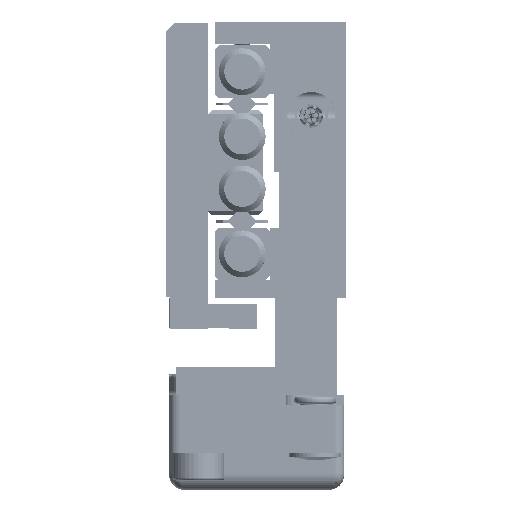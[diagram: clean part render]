
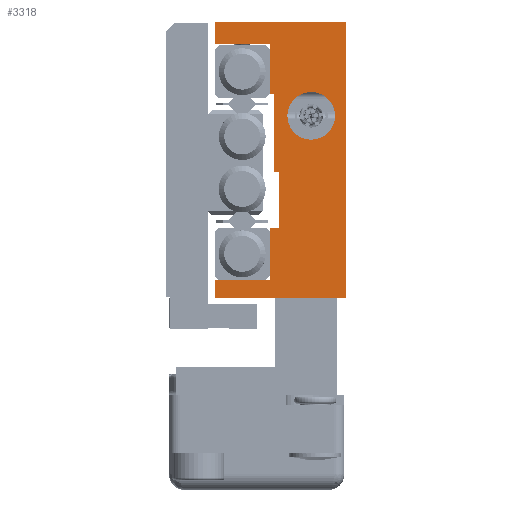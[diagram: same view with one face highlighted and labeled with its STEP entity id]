
A CAD part, left-side view. The second image highlights one B-rep face of the part: STEP entity #3318.
In plain terms, the highlighted planar face has unit normal (-1, 0, 0).
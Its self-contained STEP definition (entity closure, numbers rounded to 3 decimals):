
#11 = DIRECTION ( 'NONE',  ( -1., 0., 0. ) ) ;
#270 = VERTEX_POINT ( 'NONE', #4896 ) ;
#417 = LINE ( 'NONE', #61770, #36430 ) ;
#769 = ORIENTED_EDGE ( 'NONE', *, *, #70318, .T. ) ;
#2085 = ORIENTED_EDGE ( 'NONE', *, *, #21161, .T. ) ;
#2129 = ORIENTED_EDGE ( 'NONE', *, *, #70206, .F. ) ;
#2301 = DIRECTION ( 'NONE',  ( 0., 0., -1. ) ) ;
#2564 = VERTEX_POINT ( 'NONE', #37791 ) ;
#2770 = VECTOR ( 'NONE', #40784, 1000. ) ;
#2851 = VERTEX_POINT ( 'NONE', #25912 ) ;
#3304 = CARTESIAN_POINT ( 'NONE',  ( -40., 9.5, 8.4 ) ) ;
#3318 = ADVANCED_FACE ( 'NONE', ( #24193, #48767 ), #54918, .F. ) ;
#4268 = CARTESIAN_POINT ( 'NONE',  ( -40., 5.5, -8.7 ) ) ;
#4539 = AXIS2_PLACEMENT_3D ( 'NONE', #56522, #25006, #62257 ) ;
#4709 = VECTOR ( 'NONE', #21912, 1000. ) ;
#4896 = CARTESIAN_POINT ( 'NONE',  ( -40., 4.8, -0.9 ) ) ;
#5483 = DIRECTION ( 'NONE',  ( 0., -1., 0. ) ) ;
#5845 = VERTEX_POINT ( 'NONE', #41682 ) ;
#6944 = DIRECTION ( 'NONE',  ( 0., 0., 1. ) ) ;
#7754 = CARTESIAN_POINT ( 'NONE',  ( -40., 5.5, 4.8 ) ) ;
#9648 = DIRECTION ( 'NONE',  ( 0., -1., 0. ) ) ;
#10242 = CARTESIAN_POINT ( 'NONE',  ( -40., 5.5, -8.7 ) ) ;
#10274 = EDGE_CURVE ( 'NONE', #68557, #48533, #28938, .T. ) ;
#10324 = ORIENTED_EDGE ( 'NONE', *, *, #78088, .F. ) ;
#10347 = CARTESIAN_POINT ( 'NONE',  ( -40., 9.5, 10. ) ) ;
#11406 = ORIENTED_EDGE ( 'NONE', *, *, #31755, .F. ) ;
#11557 = VECTOR ( 'NONE', #5483, 1000. ) ;
#12070 = CARTESIAN_POINT ( 'NONE',  ( -40., 0., -10. ) ) ;
#12807 = ORIENTED_EDGE ( 'NONE', *, *, #28546, .F. ) ;
#13031 = CARTESIAN_POINT ( 'NONE',  ( -40., 5.5, -10. ) ) ;
#13408 = EDGE_LOOP ( 'NONE', ( #12807, #52354 ) ) ;
#13572 = VECTOR ( 'NONE', #54163, 1000. ) ;
#13941 = AXIS2_PLACEMENT_3D ( 'NONE', #79510, #61457, #31972 ) ;
#14917 = VECTOR ( 'NONE', #79561, 1000. ) ;
#16647 = DIRECTION ( 'NONE',  ( 0., 0., 1. ) ) ;
#17709 = LINE ( 'NONE', #4268, #13572 ) ;
#18628 = VERTEX_POINT ( 'NONE', #36581 ) ;
#19152 = DIRECTION ( 'NONE',  ( 0., 0., 1. ) ) ;
#19896 = LINE ( 'NONE', #44873, #53258 ) ;
#20001 = DIRECTION ( 'NONE',  ( 0., 0., 1. ) ) ;
#21161 = EDGE_CURVE ( 'NONE', #33948, #68557, #37588, .T. ) ;
#21180 = DIRECTION ( 'NONE',  ( 0., -1., 0. ) ) ;
#21837 = LINE ( 'NONE', #32938, #58517 ) ;
#21912 = DIRECTION ( 'NONE',  ( 0., 0., -1. ) ) ;
#22393 = CARTESIAN_POINT ( 'NONE',  ( -40., 2.5, 4.927 ) ) ;
#23111 = ORIENTED_EDGE ( 'NONE', *, *, #30828, .T. ) ;
#24193 = FACE_OUTER_BOUND ( 'NONE', #67002, .T. ) ;
#24222 = CARTESIAN_POINT ( 'NONE',  ( -40., 0., 10. ) ) ;
#25006 = DIRECTION ( 'NONE',  ( 1., 0., 0. ) ) ;
#25912 = CARTESIAN_POINT ( 'NONE',  ( -40., 5.5, -4.9 ) ) ;
#26095 = VERTEX_POINT ( 'NONE', #7754 ) ;
#27256 = CARTESIAN_POINT ( 'NONE',  ( -40., 5.5, -4.9 ) ) ;
#28456 = LINE ( 'NONE', #58363, #4709 ) ;
#28546 = EDGE_CURVE ( 'NONE', #62126, #45332, #64555, .T. ) ;
#28790 = VECTOR ( 'NONE', #57632, 1000. ) ;
#28938 = LINE ( 'NONE', #72364, #62904 ) ;
#29245 = AXIS2_PLACEMENT_3D ( 'NONE', #44178, #11, #20001 ) ;
#29484 = ORIENTED_EDGE ( 'NONE', *, *, #78389, .F. ) ;
#29914 = VECTOR ( 'NONE', #9648, 1000. ) ;
#30828 = EDGE_CURVE ( 'NONE', #270, #2564, #19896, .T. ) ;
#31755 = EDGE_CURVE ( 'NONE', #26095, #48533, #417, .T. ) ;
#31972 = DIRECTION ( 'NONE',  ( 0., 0., 1. ) ) ;
#32851 = VECTOR ( 'NONE', #66956, 1000. ) ;
#32938 = CARTESIAN_POINT ( 'NONE',  ( -40., 5.5, 4.8 ) ) ;
#33421 = LINE ( 'NONE', #27256, #2770 ) ;
#33948 = VERTEX_POINT ( 'NONE', #10347 ) ;
#34262 = LINE ( 'NONE', #59220, #38583 ) ;
#34623 = VERTEX_POINT ( 'NONE', #10242 ) ;
#36430 = VECTOR ( 'NONE', #6944, 1000. ) ;
#36529 = ORIENTED_EDGE ( 'NONE', *, *, #63733, .T. ) ;
#36545 = CARTESIAN_POINT ( 'NONE',  ( -40., 5.5, -10. ) ) ;
#36581 = CARTESIAN_POINT ( 'NONE',  ( -40., 5.2, -0.9 ) ) ;
#37451 = EDGE_CURVE ( 'NONE', #34623, #2851, #50263, .T. ) ;
#37588 = LINE ( 'NONE', #38417, #28790 ) ;
#37791 = CARTESIAN_POINT ( 'NONE',  ( -40., 4.8, -4.9 ) ) ;
#38417 = CARTESIAN_POINT ( 'NONE',  ( -40., 9.5, 10. ) ) ;
#38583 = VECTOR ( 'NONE', #16647, 1000. ) ;
#38671 = VECTOR ( 'NONE', #19152, 1000. ) ;
#38705 = EDGE_CURVE ( 'NONE', #45332, #62126, #49220, .T. ) ;
#40102 = ORIENTED_EDGE ( 'NONE', *, *, #50336, .T. ) ;
#40784 = DIRECTION ( 'NONE',  ( 0., -1., 0. ) ) ;
#41330 = CARTESIAN_POINT ( 'NONE',  ( -40., 2.5, 1.473 ) ) ;
#41682 = CARTESIAN_POINT ( 'NONE',  ( -40., 9.5, -8.7 ) ) ;
#44178 = CARTESIAN_POINT ( 'NONE',  ( -40., 2.5, 3.2 ) ) ;
#44873 = CARTESIAN_POINT ( 'NONE',  ( -40., 4.8, -10. ) ) ;
#45332 = VERTEX_POINT ( 'NONE', #41330 ) ;
#46107 = CARTESIAN_POINT ( 'NONE',  ( -40., 0., -10. ) ) ;
#46119 = EDGE_CURVE ( 'NONE', #18628, #65070, #34262, .T. ) ;
#48023 = LINE ( 'NONE', #36545, #14917 ) ;
#48115 = LINE ( 'NONE', #12070, #32851 ) ;
#48533 = VERTEX_POINT ( 'NONE', #73434 ) ;
#48767 = FACE_BOUND ( 'NONE', #13408, .T. ) ;
#49220 = CIRCLE ( 'NONE', #13941, 1.727 ) ;
#49477 = EDGE_CURVE ( 'NONE', #34623, #5845, #17709, .T. ) ;
#49485 = EDGE_CURVE ( 'NONE', #60950, #57007, #48023, .T. ) ;
#50058 = CARTESIAN_POINT ( 'NONE',  ( -40., 9.5, -10. ) ) ;
#50263 = LINE ( 'NONE', #13031, #38671 ) ;
#50336 = EDGE_CURVE ( 'NONE', #5845, #60950, #28456, .T. ) ;
#50900 = ORIENTED_EDGE ( 'NONE', *, *, #37451, .F. ) ;
#52354 = ORIENTED_EDGE ( 'NONE', *, *, #38705, .F. ) ;
#53258 = VECTOR ( 'NONE', #2301, 1000. ) ;
#54163 = DIRECTION ( 'NONE',  ( 0., 1., 0. ) ) ;
#54918 = PLANE ( 'NONE',  #4539 ) ;
#56522 = CARTESIAN_POINT ( 'NONE',  ( -40., 5.5, -10. ) ) ;
#57007 = VERTEX_POINT ( 'NONE', #46107 ) ;
#57632 = DIRECTION ( 'NONE',  ( 0., 0., -1. ) ) ;
#58202 = ORIENTED_EDGE ( 'NONE', *, *, #10274, .T. ) ;
#58363 = CARTESIAN_POINT ( 'NONE',  ( -40., 9.5, -10. ) ) ;
#58517 = VECTOR ( 'NONE', #77561, 1000. ) ;
#59160 = LINE ( 'NONE', #78429, #29914 ) ;
#59220 = CARTESIAN_POINT ( 'NONE',  ( -40., 5.2, 4.8 ) ) ;
#60950 = VERTEX_POINT ( 'NONE', #50058 ) ;
#61457 = DIRECTION ( 'NONE',  ( -1., 0., 0. ) ) ;
#61518 = CARTESIAN_POINT ( 'NONE',  ( -40., 5.5, 10. ) ) ;
#61770 = CARTESIAN_POINT ( 'NONE',  ( -40., 5.5, -10. ) ) ;
#62126 = VERTEX_POINT ( 'NONE', #22393 ) ;
#62257 = DIRECTION ( 'NONE',  ( 0., 0., -1. ) ) ;
#62292 = CARTESIAN_POINT ( 'NONE',  ( -40., 5.2, 4.8 ) ) ;
#62904 = VECTOR ( 'NONE', #21180, 1000. ) ;
#63733 = EDGE_CURVE ( 'NONE', #18628, #270, #59160, .T. ) ;
#64555 = CIRCLE ( 'NONE', #29245, 1.727 ) ;
#65070 = VERTEX_POINT ( 'NONE', #62292 ) ;
#66956 = DIRECTION ( 'NONE',  ( 0., 0., 1. ) ) ;
#67002 = EDGE_LOOP ( 'NONE', ( #23111, #2129, #50900, #78596, #40102, #72043, #769, #29484, #2085, #58202, #11406, #10324, #69900, #36529 ) ) ;
#68557 = VERTEX_POINT ( 'NONE', #3304 ) ;
#69900 = ORIENTED_EDGE ( 'NONE', *, *, #46119, .F. ) ;
#70206 = EDGE_CURVE ( 'NONE', #2851, #2564, #33421, .T. ) ;
#70318 = EDGE_CURVE ( 'NONE', #57007, #73359, #48115, .T. ) ;
#72043 = ORIENTED_EDGE ( 'NONE', *, *, #49485, .T. ) ;
#72364 = CARTESIAN_POINT ( 'NONE',  ( -40., 5.5, 8.4 ) ) ;
#73032 = LINE ( 'NONE', #61518, #11557 ) ;
#73359 = VERTEX_POINT ( 'NONE', #24222 ) ;
#73434 = CARTESIAN_POINT ( 'NONE',  ( -40., 5.5, 8.4 ) ) ;
#77561 = DIRECTION ( 'NONE',  ( 0., 1., 0. ) ) ;
#78088 = EDGE_CURVE ( 'NONE', #65070, #26095, #21837, .T. ) ;
#78389 = EDGE_CURVE ( 'NONE', #33948, #73359, #73032, .T. ) ;
#78429 = CARTESIAN_POINT ( 'NONE',  ( -40., 5.5, -0.9 ) ) ;
#78596 = ORIENTED_EDGE ( 'NONE', *, *, #49477, .T. ) ;
#79510 = CARTESIAN_POINT ( 'NONE',  ( -40., 2.5, 3.2 ) ) ;
#79561 = DIRECTION ( 'NONE',  ( 0., -1., 0. ) ) ;
